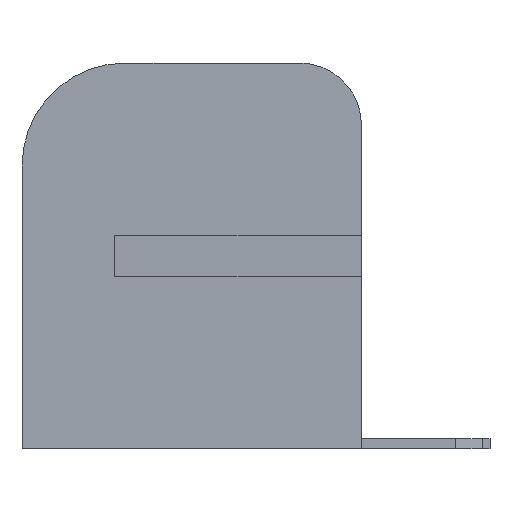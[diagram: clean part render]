
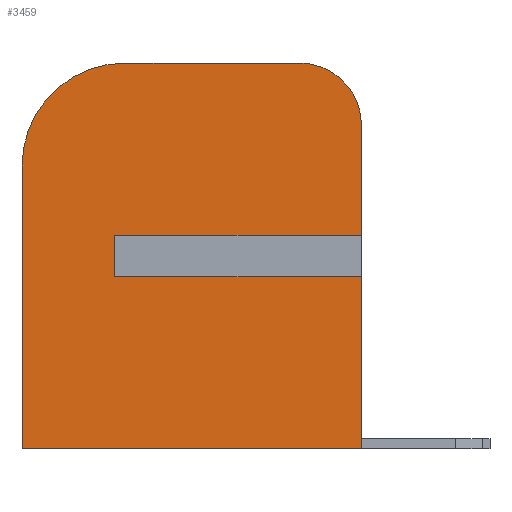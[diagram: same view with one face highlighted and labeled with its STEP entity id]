
A CAD part, left-side view. The second image highlights one B-rep face of the part: STEP entity #3459.
In plain terms, the highlighted planar face has unit normal (-1, 0, 0).
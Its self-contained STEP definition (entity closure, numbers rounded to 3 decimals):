
#83=FACE_OUTER_BOUND('',#287,.T.);
#287=EDGE_LOOP('',(#2281,#2282,#2283,#2284,#2285,#2286,#2287,#2288,#2289,
#2290));
#501=CIRCLE('',#3678,1.2);
#502=CIRCLE('',#3679,2.);
#593=LINE('',#4995,#1017);
#594=LINE('',#4997,#1018);
#595=LINE('',#4999,#1019);
#596=LINE('',#5003,#1020);
#597=LINE('',#5007,#1021);
#598=LINE('',#5009,#1022);
#599=LINE('',#5011,#1023);
#600=LINE('',#5012,#1024);
#1017=VECTOR('',#3977,0.8);
#1018=VECTOR('',#3978,4.8);
#1019=VECTOR('',#3979,2.15);
#1020=VECTOR('',#3982,3.4);
#1021=VECTOR('',#3985,5.5);
#1022=VECTOR('',#3986,6.6);
#1023=VECTOR('',#3987,3.35);
#1024=VECTOR('',#3988,4.8);
#1441=VERTEX_POINT('',#4993);
#1442=VERTEX_POINT('',#4994);
#1443=VERTEX_POINT('',#4996);
#1444=VERTEX_POINT('',#4998);
#1445=VERTEX_POINT('',#5000);
#1446=VERTEX_POINT('',#5002);
#1447=VERTEX_POINT('',#5004);
#1448=VERTEX_POINT('',#5006);
#1449=VERTEX_POINT('',#5008);
#1450=VERTEX_POINT('',#5010);
#1765=EDGE_CURVE('',#1441,#1442,#593,.T.);
#1766=EDGE_CURVE('',#1443,#1442,#594,.T.);
#1767=EDGE_CURVE('',#1444,#1443,#595,.T.);
#1768=EDGE_CURVE('',#1445,#1444,#501,.T.);
#1769=EDGE_CURVE('',#1446,#1445,#596,.T.);
#1770=EDGE_CURVE('',#1447,#1446,#502,.T.);
#1771=EDGE_CURVE('',#1448,#1447,#597,.T.);
#1772=EDGE_CURVE('',#1449,#1448,#598,.T.);
#1773=EDGE_CURVE('',#1450,#1449,#599,.T.);
#1774=EDGE_CURVE('',#1450,#1441,#600,.T.);
#2281=ORIENTED_EDGE('',*,*,#1765,.T.);
#2282=ORIENTED_EDGE('',*,*,#1766,.F.);
#2283=ORIENTED_EDGE('',*,*,#1767,.F.);
#2284=ORIENTED_EDGE('',*,*,#1768,.F.);
#2285=ORIENTED_EDGE('',*,*,#1769,.F.);
#2286=ORIENTED_EDGE('',*,*,#1770,.F.);
#2287=ORIENTED_EDGE('',*,*,#1771,.F.);
#2288=ORIENTED_EDGE('',*,*,#1772,.F.);
#2289=ORIENTED_EDGE('',*,*,#1773,.F.);
#2290=ORIENTED_EDGE('',*,*,#1774,.T.);
#3313=PLANE('',#3677);
#3459=ADVANCED_FACE('',(#83),#3313,.F.);
#3677=AXIS2_PLACEMENT_3D('',#4992,#3975,#3976);
#3678=AXIS2_PLACEMENT_3D('',#5001,#3980,#3981);
#3679=AXIS2_PLACEMENT_3D('',#5005,#3983,#3984);
#3975=DIRECTION('center_axis',(1.,0.,0.));
#3976=DIRECTION('ref_axis',(0.,0.,-1.));
#3977=DIRECTION('',(0.,0.,1.));
#3978=DIRECTION('',(0.,1.,0.));
#3979=DIRECTION('',(0.,0.,-1.));
#3980=DIRECTION('center_axis',(1.,0.,0.));
#3981=DIRECTION('ref_axis',(0.,0.,1.));
#3982=DIRECTION('',(0.,-1.,0.));
#3983=DIRECTION('center_axis',(1.,0.,0.));
#3984=DIRECTION('ref_axis',(0.,1.,0.));
#3985=DIRECTION('',(0.,0.,1.));
#3986=DIRECTION('',(0.,1.,0.));
#3987=DIRECTION('',(0.,0.,-1.));
#3988=DIRECTION('',(0.,1.,0.));
#4992=CARTESIAN_POINT('Origin',(-8.1,0.,0.));
#4993=CARTESIAN_POINT('',(-8.1,1.5,-4.15));
#4994=CARTESIAN_POINT('',(-8.1,1.5,-3.35));
#4995=CARTESIAN_POINT('',(-8.1,1.5,-4.15));
#4996=CARTESIAN_POINT('',(-8.1,-3.3,-3.35));
#4997=CARTESIAN_POINT('',(-8.1,-3.3,-3.35));
#4998=CARTESIAN_POINT('',(-8.1,-3.3,-1.2));
#4999=CARTESIAN_POINT('',(-8.1,-3.3,-1.2));
#5000=CARTESIAN_POINT('',(-8.1,-2.1,0.));
#5001=CARTESIAN_POINT('Origin',(-8.1,-2.1,-1.2));
#5002=CARTESIAN_POINT('',(-8.1,1.3,0.));
#5003=CARTESIAN_POINT('',(-8.1,1.3,0.));
#5004=CARTESIAN_POINT('',(-8.1,3.3,-2.));
#5005=CARTESIAN_POINT('Origin',(-8.1,1.3,-2.));
#5006=CARTESIAN_POINT('',(-8.1,3.3,-7.5));
#5007=CARTESIAN_POINT('',(-8.1,3.3,-7.5));
#5008=CARTESIAN_POINT('',(-8.1,-3.3,-7.5));
#5009=CARTESIAN_POINT('',(-8.1,-3.3,-7.5));
#5010=CARTESIAN_POINT('',(-8.1,-3.3,-4.15));
#5011=CARTESIAN_POINT('',(-8.1,-3.3,-4.15));
#5012=CARTESIAN_POINT('',(-8.1,-3.3,-4.15));
